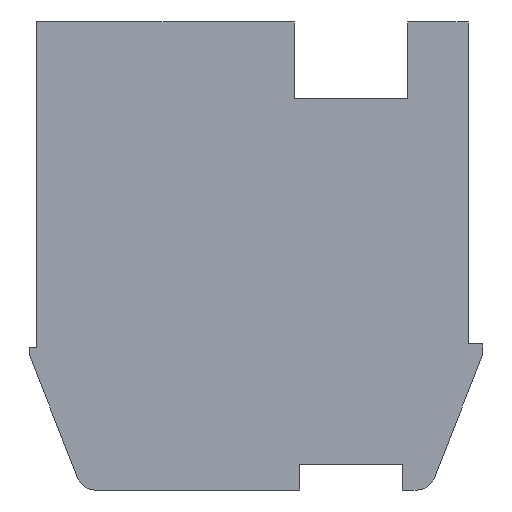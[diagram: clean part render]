
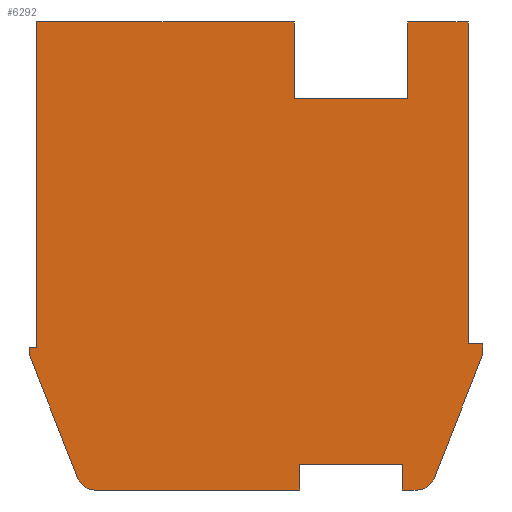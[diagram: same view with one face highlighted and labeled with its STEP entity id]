
A CAD part, front view. The second image highlights one B-rep face of the part: STEP entity #6292.
In plain terms, the highlighted planar face has unit normal (0, -1, 0).
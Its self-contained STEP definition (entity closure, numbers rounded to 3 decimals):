
#1=DIRECTION('',(-0.365,0.,-0.931));
#2=VECTOR('',#1,3.633);
#3=CARTESIAN_POINT('',(6.2,0.,-2.7));
#4=LINE('',#3,#2);
#5=CARTESIAN_POINT('',(4.409,0.,-5.9));
#6=DIRECTION('',(0.,1.,0.));
#7=DIRECTION('',(0.931,0.,-0.365));
#8=AXIS2_PLACEMENT_3D('',#5,#6,#7);
#10=DIRECTION('',(-1.,0.,0.));
#11=VECTOR('',#10,0.409);
#12=CARTESIAN_POINT('',(4.409,0.,-6.4));
#13=LINE('',#12,#11);
#14=DIRECTION('',(0.,0.,1.));
#15=VECTOR('',#14,0.7);
#16=CARTESIAN_POINT('',(4.,0.,-6.4));
#17=LINE('',#16,#15);
#18=DIRECTION('',(-1.,0.,0.));
#19=VECTOR('',#18,2.8);
#20=CARTESIAN_POINT('',(4.,0.,-5.7));
#21=LINE('',#20,#19);
#22=DIRECTION('',(0.,0.,-1.));
#23=VECTOR('',#22,0.7);
#24=CARTESIAN_POINT('',(1.2,0.,-5.7));
#25=LINE('',#24,#23);
#26=DIRECTION('',(-1.,0.,0.));
#27=VECTOR('',#26,5.609);
#28=CARTESIAN_POINT('',(1.2,0.,-6.4));
#29=LINE('',#28,#27);
#30=CARTESIAN_POINT('',(-4.409,0.,-5.9));
#31=DIRECTION('',(0.,1.,0.));
#32=DIRECTION('',(0.,0.,-1.));
#33=AXIS2_PLACEMENT_3D('',#30,#31,#32);
#35=DIRECTION('',(-0.365,0.,0.931));
#36=VECTOR('',#35,3.633);
#37=CARTESIAN_POINT('',(-4.874,0.,-6.082));
#38=LINE('',#37,#36);
#39=DIRECTION('',(0.,0.,1.));
#40=VECTOR('',#39,0.2);
#41=CARTESIAN_POINT('',(-6.2,0.,-2.7));
#42=LINE('',#41,#40);
#43=DIRECTION('',(1.,0.,0.));
#44=VECTOR('',#43,0.2);
#45=CARTESIAN_POINT('',(-6.2,0.,-2.5));
#46=LINE('',#45,#44);
#47=DIRECTION('',(0.,0.,1.));
#48=VECTOR('',#47,8.9);
#49=CARTESIAN_POINT('',(-6.,0.,-2.5));
#50=LINE('',#49,#48);
#51=DIRECTION('',(1.,0.,0.));
#52=VECTOR('',#51,7.05);
#53=CARTESIAN_POINT('',(-6.,0.,6.4));
#54=LINE('',#53,#52);
#55=DIRECTION('',(0.,0.,-1.));
#56=VECTOR('',#55,2.1);
#57=CARTESIAN_POINT('',(1.05,0.,6.4));
#58=LINE('',#57,#56);
#59=DIRECTION('',(1.,0.,0.));
#60=VECTOR('',#59,3.1);
#61=CARTESIAN_POINT('',(1.05,0.,4.3));
#62=LINE('',#61,#60);
#63=DIRECTION('',(0.,0.,1.));
#64=VECTOR('',#63,2.1);
#65=CARTESIAN_POINT('',(4.15,0.,4.3));
#66=LINE('',#65,#64);
#67=DIRECTION('',(1.,0.,0.));
#68=VECTOR('',#67,1.65);
#69=CARTESIAN_POINT('',(4.15,0.,6.4));
#70=LINE('',#69,#68);
#71=DIRECTION('',(0.,0.,-1.));
#72=VECTOR('',#71,8.8);
#73=CARTESIAN_POINT('',(5.8,0.,6.4));
#74=LINE('',#73,#72);
#75=DIRECTION('',(1.,0.,0.));
#76=VECTOR('',#75,0.4);
#77=CARTESIAN_POINT('',(5.8,0.,-2.4));
#78=LINE('',#77,#76);
#79=DIRECTION('',(0.,0.,-1.));
#80=VECTOR('',#79,0.3);
#81=CARTESIAN_POINT('',(6.2,0.,-2.4));
#82=LINE('',#81,#80);
#4765=CARTESIAN_POINT('',(6.2,0.,-2.7));
#4766=CARTESIAN_POINT('',(4.874,0.,-6.082));
#4767=VERTEX_POINT('',#4765);
#4768=VERTEX_POINT('',#4766);
#4769=CARTESIAN_POINT('',(4.409,0.,-6.4));
#4770=VERTEX_POINT('',#4769);
#4771=CARTESIAN_POINT('',(4.,0.,-6.4));
#4772=VERTEX_POINT('',#4771);
#4773=CARTESIAN_POINT('',(4.,0.,-5.7));
#4774=VERTEX_POINT('',#4773);
#4775=CARTESIAN_POINT('',(1.2,0.,-5.7));
#4776=VERTEX_POINT('',#4775);
#4777=CARTESIAN_POINT('',(1.2,0.,-6.4));
#4778=VERTEX_POINT('',#4777);
#4779=CARTESIAN_POINT('',(-4.409,0.,-6.4));
#4780=VERTEX_POINT('',#4779);
#4781=CARTESIAN_POINT('',(-4.874,0.,-6.082));
#4782=VERTEX_POINT('',#4781);
#4783=CARTESIAN_POINT('',(-6.2,0.,-2.7));
#4784=VERTEX_POINT('',#4783);
#4785=CARTESIAN_POINT('',(-6.2,0.,-2.5));
#4786=VERTEX_POINT('',#4785);
#4787=CARTESIAN_POINT('',(-6.,0.,-2.5));
#4788=VERTEX_POINT('',#4787);
#4789=CARTESIAN_POINT('',(-6.,0.,6.4));
#4790=VERTEX_POINT('',#4789);
#4791=CARTESIAN_POINT('',(1.05,0.,6.4));
#4792=VERTEX_POINT('',#4791);
#4793=CARTESIAN_POINT('',(1.05,0.,4.3));
#4794=VERTEX_POINT('',#4793);
#4795=CARTESIAN_POINT('',(4.15,0.,4.3));
#4796=VERTEX_POINT('',#4795);
#4797=CARTESIAN_POINT('',(4.15,0.,6.4));
#4798=VERTEX_POINT('',#4797);
#4799=CARTESIAN_POINT('',(5.8,0.,6.4));
#4800=VERTEX_POINT('',#4799);
#4801=CARTESIAN_POINT('',(5.8,0.,-2.4));
#4802=VERTEX_POINT('',#4801);
#4803=CARTESIAN_POINT('',(6.2,0.,-2.4));
#4804=VERTEX_POINT('',#4803);
#6245=CARTESIAN_POINT('',(0.,0.,0.));
#6246=DIRECTION('',(0.,1.,0.));
#6247=DIRECTION('',(1.,0.,0.));
#6248=AXIS2_PLACEMENT_3D('',#6245,#6246,#6247);
#6249=PLANE('',#6248);
#6251=ORIENTED_EDGE('',*,*,#6250,.T.);
#6253=ORIENTED_EDGE('',*,*,#6252,.T.);
#6255=ORIENTED_EDGE('',*,*,#6254,.T.);
#6257=ORIENTED_EDGE('',*,*,#6256,.T.);
#6259=ORIENTED_EDGE('',*,*,#6258,.T.);
#6261=ORIENTED_EDGE('',*,*,#6260,.T.);
#6263=ORIENTED_EDGE('',*,*,#6262,.T.);
#6265=ORIENTED_EDGE('',*,*,#6264,.T.);
#6267=ORIENTED_EDGE('',*,*,#6266,.T.);
#6269=ORIENTED_EDGE('',*,*,#6268,.T.);
#6271=ORIENTED_EDGE('',*,*,#6270,.T.);
#6273=ORIENTED_EDGE('',*,*,#6272,.T.);
#6275=ORIENTED_EDGE('',*,*,#6274,.T.);
#6277=ORIENTED_EDGE('',*,*,#6276,.T.);
#6279=ORIENTED_EDGE('',*,*,#6278,.T.);
#6281=ORIENTED_EDGE('',*,*,#6280,.T.);
#6283=ORIENTED_EDGE('',*,*,#6282,.T.);
#6285=ORIENTED_EDGE('',*,*,#6284,.T.);
#6287=ORIENTED_EDGE('',*,*,#6286,.T.);
#6289=ORIENTED_EDGE('',*,*,#6288,.T.);
#6290=EDGE_LOOP('',(#6251,#6253,#6255,#6257,#6259,#6261,#6263,#6265,#6267,#6269,
#6271,#6273,#6275,#6277,#6279,#6281,#6283,#6285,#6287,#6289));
#6291=FACE_OUTER_BOUND('',#6290,.F.);
#6292=ADVANCED_FACE('',(#6291),#6249,.F.);
#9=CIRCLE('',#8,0.5);
#34=CIRCLE('',#33,0.5);
#6250=EDGE_CURVE('',#4767,#4768,#4,.T.);
#6252=EDGE_CURVE('',#4768,#4770,#9,.T.);
#6254=EDGE_CURVE('',#4770,#4772,#13,.T.);
#6256=EDGE_CURVE('',#4772,#4774,#17,.T.);
#6258=EDGE_CURVE('',#4774,#4776,#21,.T.);
#6260=EDGE_CURVE('',#4776,#4778,#25,.T.);
#6262=EDGE_CURVE('',#4778,#4780,#29,.T.);
#6264=EDGE_CURVE('',#4780,#4782,#34,.T.);
#6266=EDGE_CURVE('',#4782,#4784,#38,.T.);
#6268=EDGE_CURVE('',#4784,#4786,#42,.T.);
#6270=EDGE_CURVE('',#4786,#4788,#46,.T.);
#6272=EDGE_CURVE('',#4788,#4790,#50,.T.);
#6274=EDGE_CURVE('',#4790,#4792,#54,.T.);
#6276=EDGE_CURVE('',#4792,#4794,#58,.T.);
#6278=EDGE_CURVE('',#4794,#4796,#62,.T.);
#6280=EDGE_CURVE('',#4796,#4798,#66,.T.);
#6282=EDGE_CURVE('',#4798,#4800,#70,.T.);
#6284=EDGE_CURVE('',#4800,#4802,#74,.T.);
#6286=EDGE_CURVE('',#4802,#4804,#78,.T.);
#6288=EDGE_CURVE('',#4804,#4767,#82,.T.);
